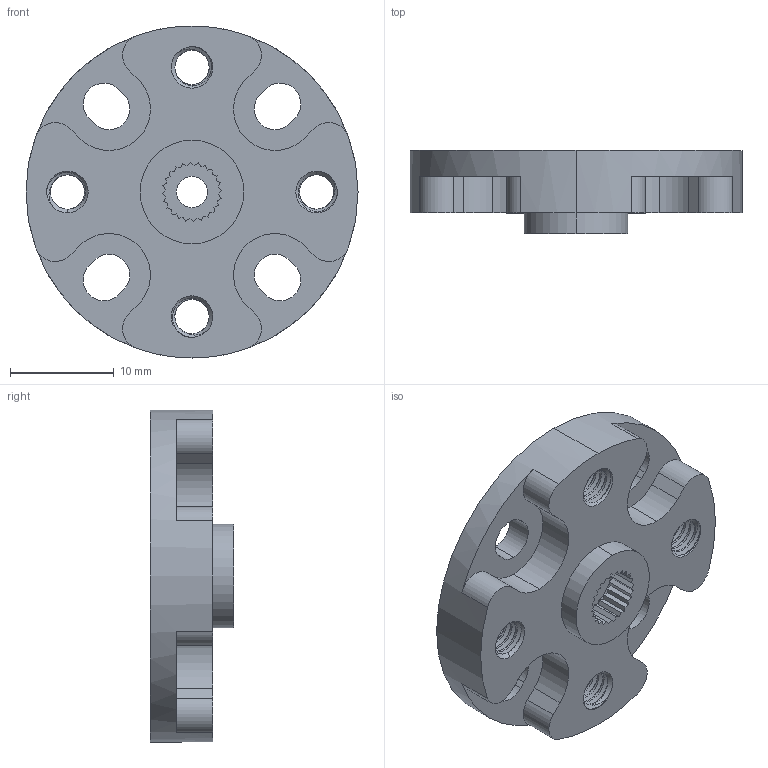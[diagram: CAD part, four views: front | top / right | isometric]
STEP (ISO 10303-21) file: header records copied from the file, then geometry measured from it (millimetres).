
FILE_DESCRIPTION (( 'STEP AP203' ), '1' );
FILE_NAME ('1908-0024-0032.STEP', '2017-04-13T14:37:40', ( '' ), ( '' ), 'SwSTEP 2.0', 'SolidWorks 2016', '' );
FILE_SCHEMA (( 'CONFIG_CONTROL_DESIGN' ));
Length unit declared in the file: millimetre
Products named in the file (1): 1908-0024-0032
Bounding box: 31.98 x 8 x 31.98 mm (x, y, z)
Volume: 3031.6 mm3; surface area: 2992.9 mm2
Topology: 1 solids, 1 shells, 284 faces, 814 edges, 536 vertices
Faces by surface type: cylinder 176, plane 74, cone 26, bspline 8
Entity records: 19419 total; most frequent: CARTESIAN_POINT 12673, ORIENTED_EDGE 1628, DIRECTION 1188, EDGE_CURVE 814, VERTEX_POINT 536, AXIS2_PLACEMENT_3D 403, VECTOR 382, LINE 382
